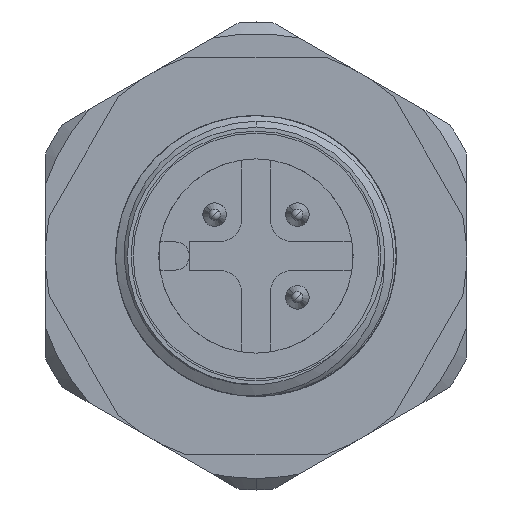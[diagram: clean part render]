
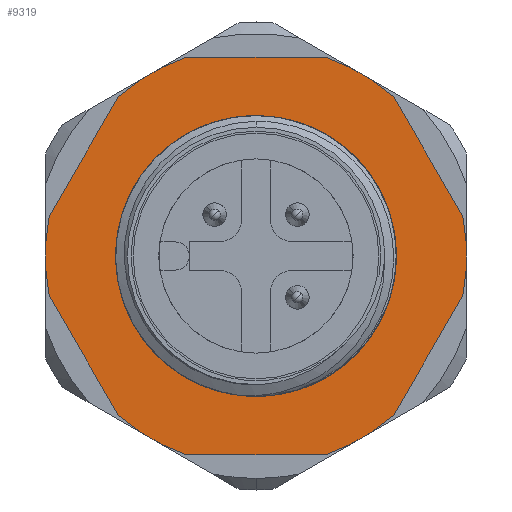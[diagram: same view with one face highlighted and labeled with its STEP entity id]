
A CAD part, left-side view. The second image highlights one B-rep face of the part: STEP entity #9319.
In plain terms, the highlighted face is planar.
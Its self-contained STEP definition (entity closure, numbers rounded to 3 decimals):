
#1134 = AXIS2_PLACEMENT_3D ( 'NONE', #22659, #30041, #12285 ) ;
#1284 = CARTESIAN_POINT ( 'NONE',  ( -3.7, 0., 0. ) ) ;
#1540 = CIRCLE ( 'NONE', #16524, 9. ) ;
#1763 = DIRECTION ( 'NONE',  ( 0., 0.5, -0.866 ) ) ;
#1877 = LINE ( 'NONE', #19954, #32507 ) ;
#2061 = CARTESIAN_POINT ( 'NONE',  ( -3.7, 8.84, -1.688 ) ) ;
#2649 = DIRECTION ( 'NONE',  ( -1., 0., 0. ) ) ;
#3093 = CARTESIAN_POINT ( 'NONE',  ( -3.7, 9., 0. ) ) ;
#3288 = ORIENTED_EDGE ( 'NONE', *, *, #27739, .F. ) ;
#3692 = VERTEX_POINT ( 'NONE', #31844 ) ;
#4246 = CARTESIAN_POINT ( 'NONE',  ( -3.7, -8.84, 1.688 ) ) ;
#4249 = ORIENTED_EDGE ( 'NONE', *, *, #6614, .F. ) ;
#4294 = CARTESIAN_POINT ( 'NONE',  ( -3.7, 5.882, 6.812 ) ) ;
#4911 = DIRECTION ( 'NONE',  ( 0., -1., 0. ) ) ;
#5326 = CARTESIAN_POINT ( 'NONE',  ( -3.7, 0., 0. ) ) ;
#5348 = ORIENTED_EDGE ( 'NONE', *, *, #12782, .F. ) ;
#5461 = PLANE ( 'NONE',  #18123 ) ;
#5651 = AXIS2_PLACEMENT_3D ( 'NONE', #9791, #25011, #25363 ) ;
#6094 = CARTESIAN_POINT ( 'NONE',  ( -3.7, -5.882, 6.812 ) ) ;
#6614 = EDGE_CURVE ( 'NONE', #21751, #6686, #21889, .T. ) ;
#6686 = VERTEX_POINT ( 'NONE', #31532 ) ;
#6749 = EDGE_LOOP ( 'NONE', ( #9037, #19488 ) ) ;
#6985 = EDGE_CURVE ( 'NONE', #32028, #13006, #1877, .T. ) ;
#7506 = VERTEX_POINT ( 'NONE', #19915 ) ;
#8254 = CARTESIAN_POINT ( 'NONE',  ( -3.7, 0., 0. ) ) ;
#8963 = ORIENTED_EDGE ( 'NONE', *, *, #6985, .F. ) ;
#9037 = ORIENTED_EDGE ( 'NONE', *, *, #28669, .T. ) ;
#9081 = CIRCLE ( 'NONE', #10678, 9. ) ;
#9121 = EDGE_CURVE ( 'NONE', #29740, #17452, #1540, .T. ) ;
#9319 = ADVANCED_FACE ( 'NONE', ( #15330, #15819 ), #5461, .F. ) ;
#9791 = CARTESIAN_POINT ( 'NONE',  ( -3.7, 0., 0. ) ) ;
#9902 = DIRECTION ( 'NONE',  ( 0., 0.5, 0.866 ) ) ;
#10448 = VERTEX_POINT ( 'NONE', #24446 ) ;
#10678 = AXIS2_PLACEMENT_3D ( 'NONE', #14109, #26656, #21955 ) ;
#11232 = ORIENTED_EDGE ( 'NONE', *, *, #28214, .F. ) ;
#11659 = VECTOR ( 'NONE', #20150, 1000. ) ;
#11817 = LINE ( 'NONE', #17168, #29908 ) ;
#12020 = DIRECTION ( 'NONE',  ( -1., 0., 0. ) ) ;
#12254 = ORIENTED_EDGE ( 'NONE', *, *, #30634, .F. ) ;
#12285 = DIRECTION ( 'NONE',  ( 0., 0., 1. ) ) ;
#12782 = EDGE_CURVE ( 'NONE', #21850, #25527, #11817, .T. ) ;
#13006 = VERTEX_POINT ( 'NONE', #18929 ) ;
#13662 = VECTOR ( 'NONE', #27375, 1000. ) ;
#13992 = CARTESIAN_POINT ( 'NONE',  ( -3.7, 2.958, -8.5 ) ) ;
#13996 = ORIENTED_EDGE ( 'NONE', *, *, #22271, .F. ) ;
#14109 = CARTESIAN_POINT ( 'NONE',  ( -3.7, 0., 0. ) ) ;
#15016 = LINE ( 'NONE', #20351, #20013 ) ;
#15063 = DIRECTION ( 'NONE',  ( 0., 0., 1. ) ) ;
#15321 = CARTESIAN_POINT ( 'NONE',  ( -3.7, -2.958, 8.5 ) ) ;
#15330 = FACE_BOUND ( 'NONE', #6749, .T. ) ;
#15725 = CIRCLE ( 'NONE', #28052, 9. ) ;
#15781 = DIRECTION ( 'NONE',  ( 0., 0., 1. ) ) ;
#15801 = CIRCLE ( 'NONE', #22212, 9. ) ;
#15819 = FACE_OUTER_BOUND ( 'NONE', #18354, .T. ) ;
#15824 = ORIENTED_EDGE ( 'NONE', *, *, #19937, .F. ) ;
#15989 = CARTESIAN_POINT ( 'NONE',  ( -3.7, 8.84, 1.688 ) ) ;
#16028 = DIRECTION ( 'NONE',  ( 0., 0., 1. ) ) ;
#16207 = VERTEX_POINT ( 'NONE', #4246 ) ;
#16236 = EDGE_CURVE ( 'NONE', #31168, #3692, #26283, .T. ) ;
#16380 = EDGE_CURVE ( 'NONE', #7506, #32028, #28409, .T. ) ;
#16524 = AXIS2_PLACEMENT_3D ( 'NONE', #5326, #2649, #30921 ) ;
#17142 = LINE ( 'NONE', #32211, #13662 ) ;
#17168 = CARTESIAN_POINT ( 'NONE',  ( -3.7, 9.611, 0.353 ) ) ;
#17452 = VERTEX_POINT ( 'NONE', #15321 ) ;
#18123 = AXIS2_PLACEMENT_3D ( 'NONE', #3093, #31062, #18480 ) ;
#18354 = EDGE_LOOP ( 'NONE', ( #11232, #12254, #5348, #15824, #24309, #27723, #13996, #26545, #4249, #3288, #8963, #21826 ) ) ;
#18480 = DIRECTION ( 'NONE',  ( 0., 0., 1. ) ) ;
#18929 = CARTESIAN_POINT ( 'NONE',  ( -3.7, -2.958, -8.5 ) ) ;
#19234 = EDGE_CURVE ( 'NONE', #17452, #10448, #17142, .T. ) ;
#19488 = ORIENTED_EDGE ( 'NONE', *, *, #16236, .T. ) ;
#19569 = VECTOR ( 'NONE', #9902, 1000. ) ;
#19915 = CARTESIAN_POINT ( 'NONE',  ( -3.7, 5.882, -6.812 ) ) ;
#19937 = EDGE_CURVE ( 'NONE', #10448, #21850, #15801, .T. ) ;
#19954 = CARTESIAN_POINT ( 'NONE',  ( -3.7, 9., -8.5 ) ) ;
#20012 = CARTESIAN_POINT ( 'NONE',  ( -3.7, -5.882, -6.812 ) ) ;
#20013 = VECTOR ( 'NONE', #20506, 1000. ) ;
#20150 = DIRECTION ( 'NONE',  ( 0., -0.5, 0.866 ) ) ;
#20325 = CARTESIAN_POINT ( 'NONE',  ( -3.7, -5.111, -8.147 ) ) ;
#20351 = CARTESIAN_POINT ( 'NONE',  ( -3.7, 9.611, -0.353 ) ) ;
#20457 = VERTEX_POINT ( 'NONE', #2061 ) ;
#20506 = DIRECTION ( 'NONE',  ( 0., -0.5, -0.866 ) ) ;
#21283 = DIRECTION ( 'NONE',  ( -1., 0., 0. ) ) ;
#21751 = VERTEX_POINT ( 'NONE', #20012 ) ;
#21826 = ORIENTED_EDGE ( 'NONE', *, *, #16380, .F. ) ;
#21850 = VERTEX_POINT ( 'NONE', #4294 ) ;
#21889 = LINE ( 'NONE', #20325, #11659 ) ;
#21955 = DIRECTION ( 'NONE',  ( 0., 0., 1. ) ) ;
#22183 = CARTESIAN_POINT ( 'NONE',  ( -3.7, 0., -6. ) ) ;
#22212 = AXIS2_PLACEMENT_3D ( 'NONE', #1284, #23737, #16028 ) ;
#22271 = EDGE_CURVE ( 'NONE', #16207, #29740, #32332, .T. ) ;
#22453 = CARTESIAN_POINT ( 'NONE',  ( -3.7, -5.111, 8.147 ) ) ;
#22659 = CARTESIAN_POINT ( 'NONE',  ( -3.7, 0., 0. ) ) ;
#23737 = DIRECTION ( 'NONE',  ( -1., 0., 0. ) ) ;
#24309 = ORIENTED_EDGE ( 'NONE', *, *, #19234, .F. ) ;
#24419 = DIRECTION ( 'NONE',  ( 0., 0., 1. ) ) ;
#24446 = CARTESIAN_POINT ( 'NONE',  ( -3.7, 2.958, 8.5 ) ) ;
#25011 = DIRECTION ( 'NONE',  ( -1., 0., 0. ) ) ;
#25363 = DIRECTION ( 'NONE',  ( 0., 0., 1. ) ) ;
#25527 = VERTEX_POINT ( 'NONE', #15989 ) ;
#26283 = CIRCLE ( 'NONE', #1134, 6. ) ;
#26545 = ORIENTED_EDGE ( 'NONE', *, *, #32604, .F. ) ;
#26656 = DIRECTION ( 'NONE',  ( -1., 0., 0. ) ) ;
#27375 = DIRECTION ( 'NONE',  ( 0., 1., 0. ) ) ;
#27723 = ORIENTED_EDGE ( 'NONE', *, *, #9121, .F. ) ;
#27739 = EDGE_CURVE ( 'NONE', #13006, #21751, #15725, .T. ) ;
#28052 = AXIS2_PLACEMENT_3D ( 'NONE', #28112, #32962, #15063 ) ;
#28112 = CARTESIAN_POINT ( 'NONE',  ( -3.7, 0., 0. ) ) ;
#28214 = EDGE_CURVE ( 'NONE', #20457, #7506, #15016, .T. ) ;
#28234 = CIRCLE ( 'NONE', #31425, 9. ) ;
#28409 = CIRCLE ( 'NONE', #30554, 9. ) ;
#28643 = CIRCLE ( 'NONE', #5651, 6. ) ;
#28669 = EDGE_CURVE ( 'NONE', #3692, #31168, #28643, .T. ) ;
#29610 = CARTESIAN_POINT ( 'NONE',  ( -3.7, 0., 0. ) ) ;
#29740 = VERTEX_POINT ( 'NONE', #6094 ) ;
#29908 = VECTOR ( 'NONE', #1763, 1000. ) ;
#30041 = DIRECTION ( 'NONE',  ( -1., 0., 0. ) ) ;
#30554 = AXIS2_PLACEMENT_3D ( 'NONE', #8254, #21283, #15781 ) ;
#30634 = EDGE_CURVE ( 'NONE', #25527, #20457, #28234, .T. ) ;
#30921 = DIRECTION ( 'NONE',  ( 0., 0., 1. ) ) ;
#31062 = DIRECTION ( 'NONE',  ( -1., 0., 0. ) ) ;
#31168 = VERTEX_POINT ( 'NONE', #22183 ) ;
#31425 = AXIS2_PLACEMENT_3D ( 'NONE', #29610, #12020, #24419 ) ;
#31532 = CARTESIAN_POINT ( 'NONE',  ( -3.7, -8.84, -1.688 ) ) ;
#31844 = CARTESIAN_POINT ( 'NONE',  ( -3.7, 0., 6. ) ) ;
#32028 = VERTEX_POINT ( 'NONE', #13992 ) ;
#32211 = CARTESIAN_POINT ( 'NONE',  ( -3.7, 9., 8.5 ) ) ;
#32332 = LINE ( 'NONE', #22453, #19569 ) ;
#32507 = VECTOR ( 'NONE', #4911, 1000. ) ;
#32604 = EDGE_CURVE ( 'NONE', #6686, #16207, #9081, .T. ) ;
#32962 = DIRECTION ( 'NONE',  ( -1., 0., 0. ) ) ;
